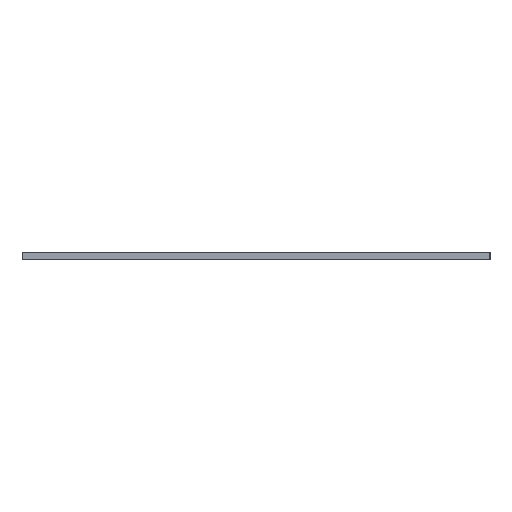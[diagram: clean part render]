
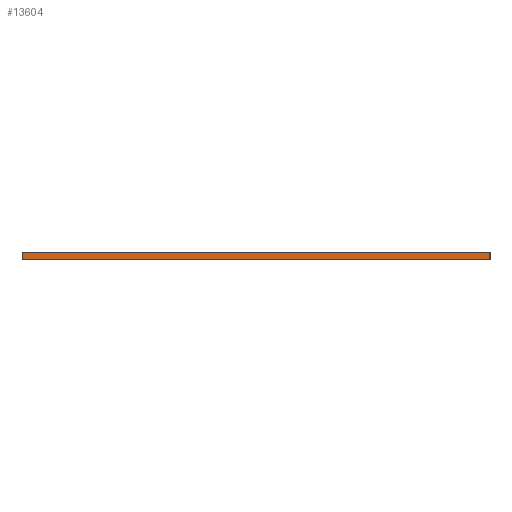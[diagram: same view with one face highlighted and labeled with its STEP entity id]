
A CAD part, left-side view. The second image highlights one B-rep face of the part: STEP entity #13604.
In plain terms, the highlighted planar face has unit normal (-1, 0, 0).
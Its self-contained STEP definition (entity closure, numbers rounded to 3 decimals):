
#83 = PLANE('',#84);
#84 = AXIS2_PLACEMENT_3D('',#85,#86,#87);
#85 = CARTESIAN_POINT('',(160.721,-97.881,1.6));
#86 = DIRECTION('',(0.,0.,1.));
#87 = DIRECTION('',(1.,0.,-0.));
#137 = PLANE('',#138);
#138 = AXIS2_PLACEMENT_3D('',#139,#140,#141);
#139 = CARTESIAN_POINT('',(160.721,-97.881,0.));
#140 = DIRECTION('',(0.,0.,1.));
#141 = DIRECTION('',(1.,0.,-0.));
#333 = VERTEX_POINT('',#334);
#334 = CARTESIAN_POINT('',(102.394,-50.006,0.));
#348 = PLANE('',#349);
#349 = AXIS2_PLACEMENT_3D('',#350,#351,#352);
#350 = CARTESIAN_POINT('',(214.908,-50.006,0.));
#351 = DIRECTION('',(0.,-1.,0.));
#352 = DIRECTION('',(-1.,0.,0.));
#360 = EDGE_CURVE('',#333,#361,#363,.T.);
#361 = VERTEX_POINT('',#362);
#362 = CARTESIAN_POINT('',(102.394,-145.256,0.));
#363 = SURFACE_CURVE('',#364,(#368,#375),.PCURVE_S1.);
#364 = LINE('',#365,#366);
#365 = CARTESIAN_POINT('',(102.394,-50.006,0.));
#366 = VECTOR('',#367,1.);
#367 = DIRECTION('',(0.,-1.,0.));
#368 = PCURVE('',#137,#369);
#369 = DEFINITIONAL_REPRESENTATION('',(#370),#374);
#370 = LINE('',#371,#372);
#371 = CARTESIAN_POINT('',(-58.327,47.875));
#372 = VECTOR('',#373,1.);
#373 = DIRECTION('',(0.,-1.));
#374 = ( GEOMETRIC_REPRESENTATION_CONTEXT(2) 
PARAMETRIC_REPRESENTATION_CONTEXT() REPRESENTATION_CONTEXT('2D SPACE',''
  ) );
#375 = PCURVE('',#376,#381);
#376 = PLANE('',#377);
#377 = AXIS2_PLACEMENT_3D('',#378,#379,#380);
#378 = CARTESIAN_POINT('',(102.394,-50.006,0.));
#379 = DIRECTION('',(1.,0.,-0.));
#380 = DIRECTION('',(0.,-1.,0.));
#381 = DEFINITIONAL_REPRESENTATION('',(#382),#386);
#382 = LINE('',#383,#384);
#383 = CARTESIAN_POINT('',(0.,0.));
#384 = VECTOR('',#385,1.);
#385 = DIRECTION('',(1.,0.));
#386 = ( GEOMETRIC_REPRESENTATION_CONTEXT(2) 
PARAMETRIC_REPRESENTATION_CONTEXT() REPRESENTATION_CONTEXT('2D SPACE',''
  ) );
#404 = PLANE('',#405);
#405 = AXIS2_PLACEMENT_3D('',#406,#407,#408);
#406 = CARTESIAN_POINT('',(102.394,-145.256,0.));
#407 = DIRECTION('',(0.,1.,0.));
#408 = DIRECTION('',(1.,0.,0.));
#7539 = VERTEX_POINT('',#7540);
#7540 = CARTESIAN_POINT('',(102.394,-50.006,1.6));
#7561 = EDGE_CURVE('',#7539,#7562,#7564,.T.);
#7562 = VERTEX_POINT('',#7563);
#7563 = CARTESIAN_POINT('',(102.394,-145.256,1.6));
#7564 = SURFACE_CURVE('',#7565,(#7569,#7576),.PCURVE_S1.);
#7565 = LINE('',#7566,#7567);
#7566 = CARTESIAN_POINT('',(102.394,-50.006,1.6));
#7567 = VECTOR('',#7568,1.);
#7568 = DIRECTION('',(0.,-1.,0.));
#7569 = PCURVE('',#83,#7570);
#7570 = DEFINITIONAL_REPRESENTATION('',(#7571),#7575);
#7571 = LINE('',#7572,#7573);
#7572 = CARTESIAN_POINT('',(-58.327,47.875));
#7573 = VECTOR('',#7574,1.);
#7574 = DIRECTION('',(0.,-1.));
#7575 = ( GEOMETRIC_REPRESENTATION_CONTEXT(2) 
PARAMETRIC_REPRESENTATION_CONTEXT() REPRESENTATION_CONTEXT('2D SPACE',''
  ) );
#7576 = PCURVE('',#376,#7577);
#7577 = DEFINITIONAL_REPRESENTATION('',(#7578),#7582);
#7578 = LINE('',#7579,#7580);
#7579 = CARTESIAN_POINT('',(0.,-1.6));
#7580 = VECTOR('',#7581,1.);
#7581 = DIRECTION('',(1.,0.));
#7582 = ( GEOMETRIC_REPRESENTATION_CONTEXT(2) 
PARAMETRIC_REPRESENTATION_CONTEXT() REPRESENTATION_CONTEXT('2D SPACE',''
  ) );
#13556 = EDGE_CURVE('',#333,#7539,#13557,.T.);
#13557 = SURFACE_CURVE('',#13558,(#13562,#13569),.PCURVE_S1.);
#13558 = LINE('',#13559,#13560);
#13559 = CARTESIAN_POINT('',(102.394,-50.006,0.));
#13560 = VECTOR('',#13561,1.);
#13561 = DIRECTION('',(0.,0.,1.));
#13562 = PCURVE('',#348,#13563);
#13563 = DEFINITIONAL_REPRESENTATION('',(#13564),#13568);
#13564 = LINE('',#13565,#13566);
#13565 = CARTESIAN_POINT('',(112.514,0.));
#13566 = VECTOR('',#13567,1.);
#13567 = DIRECTION('',(0.,-1.));
#13568 = ( GEOMETRIC_REPRESENTATION_CONTEXT(2) 
PARAMETRIC_REPRESENTATION_CONTEXT() REPRESENTATION_CONTEXT('2D SPACE',''
  ) );
#13569 = PCURVE('',#376,#13570);
#13570 = DEFINITIONAL_REPRESENTATION('',(#13571),#13575);
#13571 = LINE('',#13572,#13573);
#13572 = CARTESIAN_POINT('',(0.,0.));
#13573 = VECTOR('',#13574,1.);
#13574 = DIRECTION('',(0.,-1.));
#13575 = ( GEOMETRIC_REPRESENTATION_CONTEXT(2) 
PARAMETRIC_REPRESENTATION_CONTEXT() REPRESENTATION_CONTEXT('2D SPACE',''
  ) );
#13604 = ADVANCED_FACE('',(#13605),#376,.F.);
#13605 = FACE_BOUND('',#13606,.F.);
#13606 = EDGE_LOOP('',(#13607,#13608,#13609,#13630));
#13607 = ORIENTED_EDGE('',*,*,#13556,.T.);
#13608 = ORIENTED_EDGE('',*,*,#7561,.T.);
#13609 = ORIENTED_EDGE('',*,*,#13610,.F.);
#13610 = EDGE_CURVE('',#361,#7562,#13611,.T.);
#13611 = SURFACE_CURVE('',#13612,(#13616,#13623),.PCURVE_S1.);
#13612 = LINE('',#13613,#13614);
#13613 = CARTESIAN_POINT('',(102.394,-145.256,0.));
#13614 = VECTOR('',#13615,1.);
#13615 = DIRECTION('',(0.,0.,1.));
#13616 = PCURVE('',#376,#13617);
#13617 = DEFINITIONAL_REPRESENTATION('',(#13618),#13622);
#13618 = LINE('',#13619,#13620);
#13619 = CARTESIAN_POINT('',(95.25,0.));
#13620 = VECTOR('',#13621,1.);
#13621 = DIRECTION('',(0.,-1.));
#13622 = ( GEOMETRIC_REPRESENTATION_CONTEXT(2) 
PARAMETRIC_REPRESENTATION_CONTEXT() REPRESENTATION_CONTEXT('2D SPACE',''
  ) );
#13623 = PCURVE('',#404,#13624);
#13624 = DEFINITIONAL_REPRESENTATION('',(#13625),#13629);
#13625 = LINE('',#13626,#13627);
#13626 = CARTESIAN_POINT('',(0.,0.));
#13627 = VECTOR('',#13628,1.);
#13628 = DIRECTION('',(0.,-1.));
#13629 = ( GEOMETRIC_REPRESENTATION_CONTEXT(2) 
PARAMETRIC_REPRESENTATION_CONTEXT() REPRESENTATION_CONTEXT('2D SPACE',''
  ) );
#13630 = ORIENTED_EDGE('',*,*,#360,.F.);
